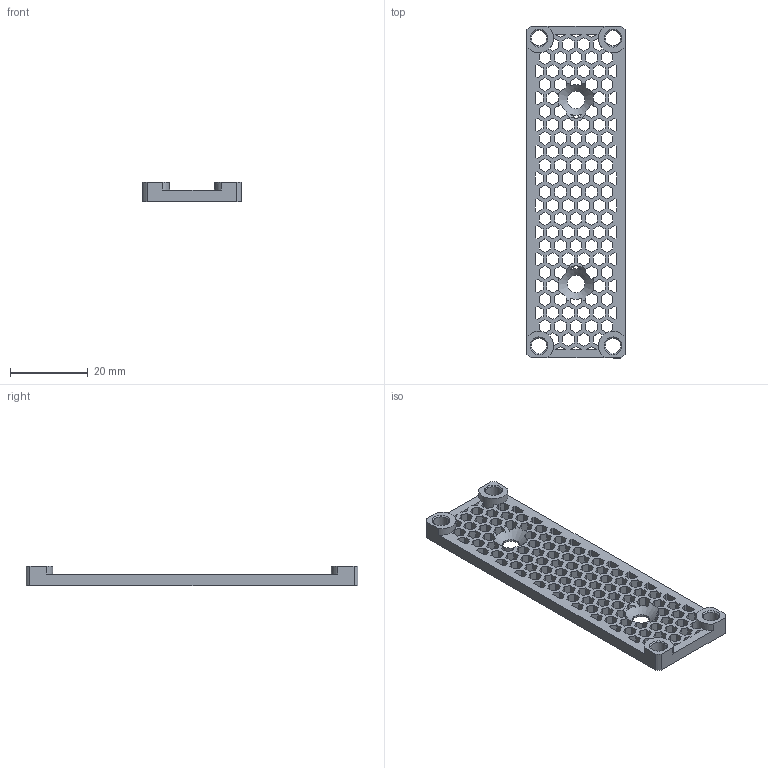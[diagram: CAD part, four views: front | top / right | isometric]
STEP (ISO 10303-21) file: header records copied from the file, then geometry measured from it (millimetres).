
FILE_DESCRIPTION(/* description */ (''),/* implementation_level */ '2;1');
FILE_NAME(/* name */ 'BTT_U2C_DIN_Mount.step',/* time_stamp */ '2023-10-03T14:04:55-04:00',/* author */ (''),/* organization */ (''),/* preprocessor_version */ 'ST-DEVELOPER v20',/* originating_system */ 'Autodesk Translation Framework v12.14.0.127',/* authorisation */ '');
FILE_SCHEMA (('AUTOMOTIVE_DESIGN { 1 0 10303 214 3 1 1 }'));
Length unit declared in the file: millimetre
Products named in the file (2): BTT_U2C_DIN_Mount; BTT U2C DIN Mount
Assembly tree (1 placements, depth 2):
  BTT_U2C_DIN_Mount
    BTT U2C DIN Mount
Bounding box: 25.3 x 85.65 x 5 mm (x, y, z)
Volume: 3816 mm3; surface area: 7273 mm2
Topology: 1 solids, 1 shells, 754 faces, 2316 edges, 1542 vertices
Faces by surface type: plane 726, cylinder 22, cone 6
Full cylindrical faces by diameter (mm): 4 x4, 4.5 x2
Entity records: 25893 total; most frequent: CARTESIAN_POINT 4715, ORIENTED_EDGE 4632, DIRECTION 3858, EDGE_CURVE 2316, LINE 2188, VECTOR 2188, VERTEX_POINT 1542, EDGE_LOOP 994
